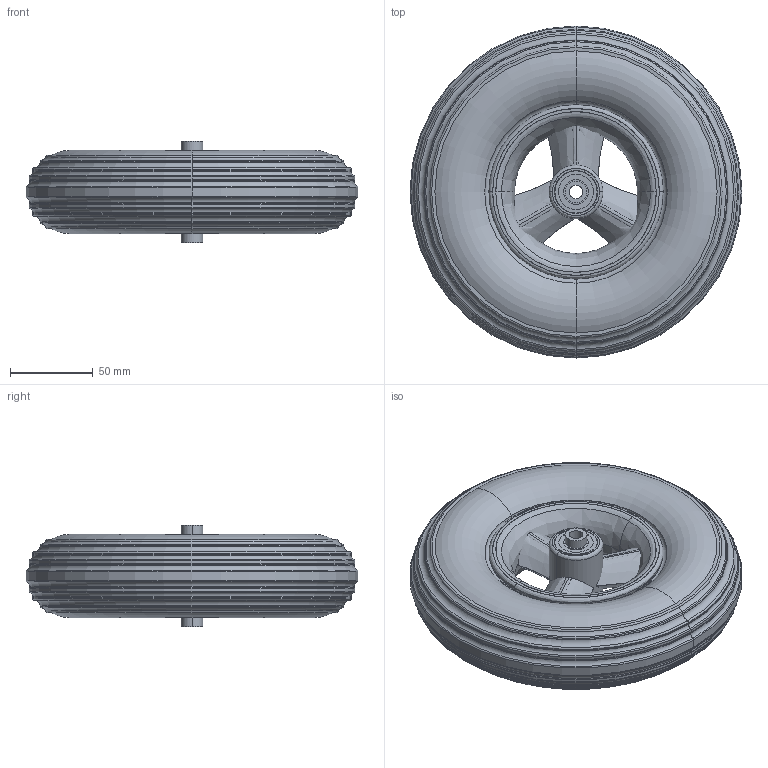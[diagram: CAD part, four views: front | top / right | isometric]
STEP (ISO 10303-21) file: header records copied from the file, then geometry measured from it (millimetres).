
FILE_DESCRIPTION (( 'STEP AP214' ), '1' );
FILE_NAME ('0036950_GPSK-200-50-60-K08.STEP', '2017-12-18T11:26:14', ( '' ), ( '' ), 'SwSTEP 2.0', 'SolidWorks 2016', '' );
FILE_SCHEMA (( 'AUTOMOTIVE_DESIGN' ));
Length unit declared in the file: millimetre
Products named in the file (1): 0036950_GPSK-200-50-60-K08
Bounding box: 200 x 200 x 61.2 mm (x, y, z)
Surface area: 138693.7 mm2 (no closed solid volume)
Topology: 0 solids, 89 shells, 196 faces, 568 edges, 462 vertices
Faces by surface type: torus 76, bspline 68, cylinder 32, plane 16, cone 4
Entity records: 12889 total; most frequent: CARTESIAN_POINT 5799, DIRECTION 1080, ORIENTED_EDGE 784, EDGE_CURVE 568, AXIS2_PLACEMENT_3D 503, VERTEX_POINT 462, CIRCLE 374, EDGE_LOOP 212
